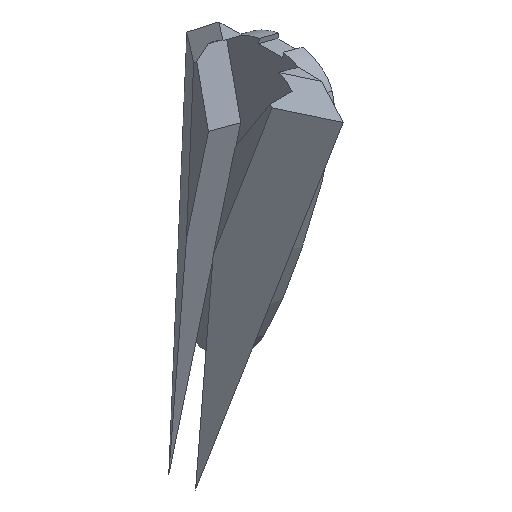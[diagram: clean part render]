
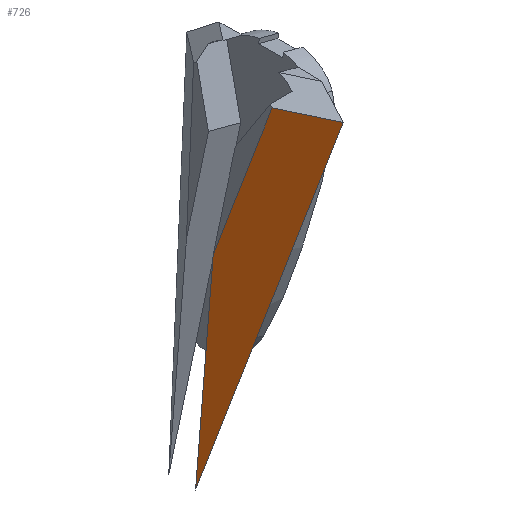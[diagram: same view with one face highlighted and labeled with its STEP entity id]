
A CAD part, isometric view. The second image highlights one B-rep face of the part: STEP entity #726.
In plain terms, the highlighted planar face has unit normal (-0.761, -0.645, 0.069).
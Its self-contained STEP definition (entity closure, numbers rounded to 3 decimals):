
#82=FACE_OUTER_BOUND('',#125,.T.);
#125=EDGE_LOOP('',(#641,#642,#643,#644));
#197=LINE('',#1396,#280);
#203=LINE('',#1424,#286);
#208=LINE('',#1454,#291);
#209=LINE('',#1455,#292);
#280=VECTOR('',#909,10.);
#286=VECTOR('',#917,10.);
#291=VECTOR('',#926,10.);
#292=VECTOR('',#927,10.);
#350=VERTEX_POINT('',#1393);
#351=VERTEX_POINT('',#1395);
#356=VERTEX_POINT('',#1422);
#360=VERTEX_POINT('',#1453);
#443=EDGE_CURVE('',#350,#351,#197,.T.);
#450=EDGE_CURVE('',#350,#356,#203,.T.);
#456=EDGE_CURVE('',#356,#360,#208,.T.);
#457=EDGE_CURVE('',#351,#360,#209,.T.);
#641=ORIENTED_EDGE('',*,*,#443,.F.);
#642=ORIENTED_EDGE('',*,*,#450,.T.);
#643=ORIENTED_EDGE('',*,*,#456,.T.);
#644=ORIENTED_EDGE('',*,*,#457,.F.);
#686=PLANE('',#777);
#726=ADVANCED_FACE('',(#82),#686,.T.);
#777=AXIS2_PLACEMENT_3D('',#1452,#924,#925);
#909=DIRECTION('',(0.626,-0.759,-0.18));
#917=DIRECTION('',(-0.254,0.198,-0.947));
#924=DIRECTION('center_axis',(-0.761,-0.645,0.069));
#925=DIRECTION('ref_axis',(-0.09,0.,-0.996));
#926=DIRECTION('',(-0.09,0.,-0.996));
#927=DIRECTION('',(-0.254,0.198,-0.947));
#1393=CARTESIAN_POINT('',(-33.25,-4.134,11.445));
#1395=CARTESIAN_POINT('',(-28.444,-9.959,10.063));
#1396=CARTESIAN_POINT('',(-31.75,-5.952,11.014));
#1422=CARTESIAN_POINT('',(-38.187,-0.273,-6.98));
#1424=CARTESIAN_POINT('',(-38.771,0.184,-9.159));
#1452=CARTESIAN_POINT('Origin',(-35.222,-4.208,-11.031));
#1453=CARTESIAN_POINT('',(-40.827,-0.273,-36.152));
#1454=CARTESIAN_POINT('',(-39.677,-0.273,-23.442));
#1455=CARTESIAN_POINT('',(-27.675,-10.56,12.931));
